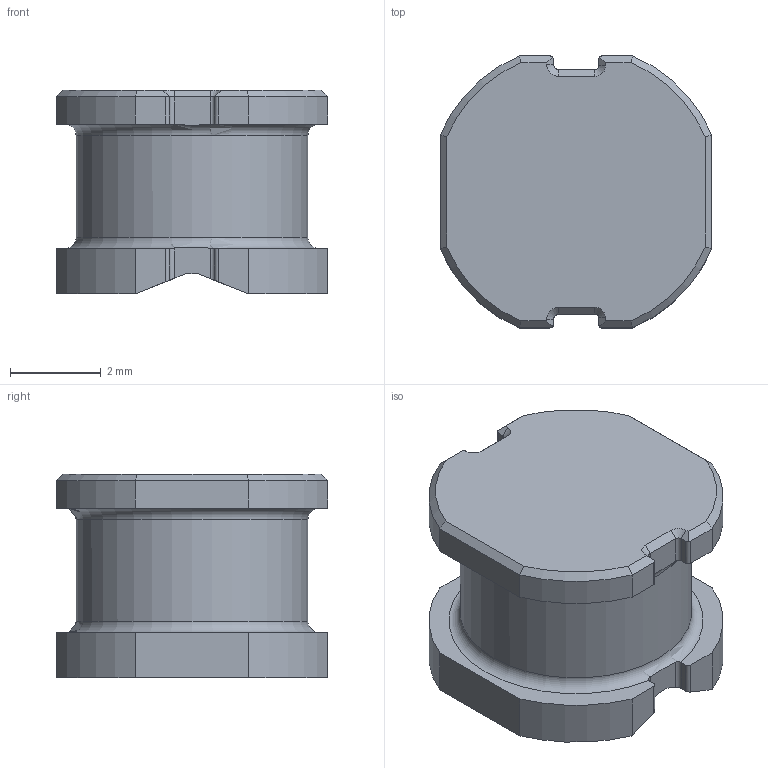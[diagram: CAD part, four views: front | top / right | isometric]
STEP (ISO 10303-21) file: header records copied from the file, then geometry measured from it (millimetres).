
FILE_DESCRIPTION(/* description */ (''),/* implementation_level */ '2;1');
FILE_NAME(/* name */ 'SRN6045_ipt_91be80f9.STEP',/* time_stamp */ '2022-06-02T14:50:43+03:00',/* author */ ('Sulieman DAHER'),/* organization */ (''),/* preprocessor_version */ 'ST-DEVELOPER v16.13',/* originating_system */ 'Autodesk Inventor 2018',/* authorisation */ '');
FILE_SCHEMA (('AUTOMOTIVE_DESIGN { 1 0 10303 214 3 1 1 }'));
Length unit declared in the file: millimetre
Products named in the file (1): SRN6045
Bounding box: 6 x 6 x 4.5 mm (x, y, z)
Volume: 107.4 mm3; surface area: 157.8 mm2
Topology: 1 solids, 1 shells, 81 faces, 216 edges, 137 vertices
Faces by surface type: plane 46, cylinder 25, cone 8, torus 2
Full cylindrical faces by diameter (mm): 5.119 x1
Entity records: 2722 total; most frequent: CARTESIAN_POINT 652, DIRECTION 436, ORIENTED_EDGE 420, EDGE_CURVE 210, AXIS2_PLACEMENT_3D 156, VERTEX_POINT 134, LINE 124, VECTOR 124
